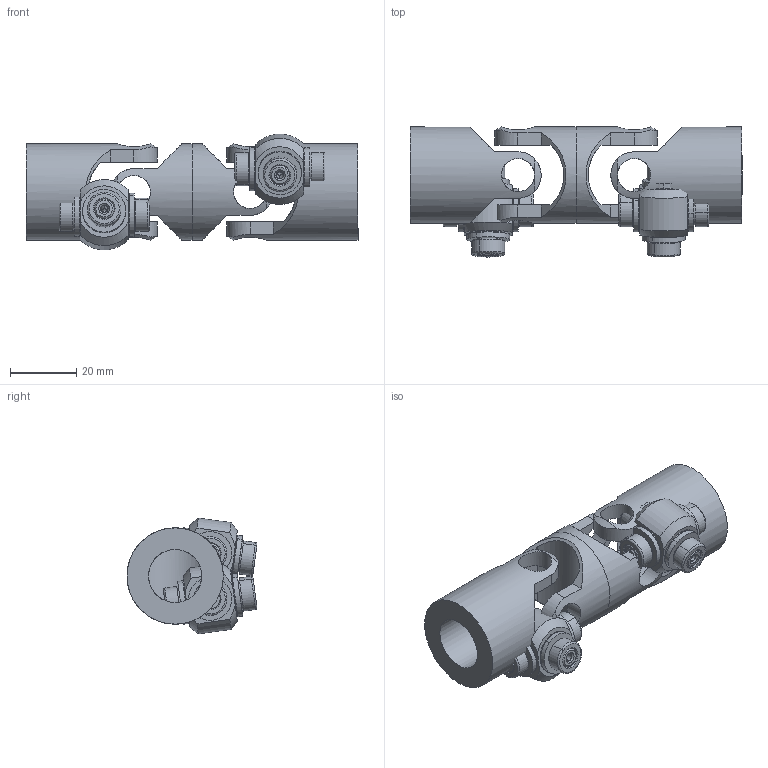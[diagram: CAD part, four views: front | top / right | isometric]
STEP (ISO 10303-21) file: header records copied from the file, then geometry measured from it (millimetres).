
FILE_DESCRIPTION(/* description */ ('Alibre Inc.'),/* implementation_level */ '2;1');
FILE_NAME(/* name */ 'export0',/* time_stamp */ '2012-08-13T11:32:42+02:00',/* author */ (''),/* organization */ (''),/* preprocessor_version */ 'ST-DEVELOPER v12',/* originating_system */ 'Alibre',/* authorisation */ '');
FILE_SCHEMA (('CONFIG_CONTROL_DESIGN'));
Length unit declared in the file: millimetre
Products named in the file (5): ID_1
Bounding box: 100 x 39.15 x 34.89 mm (x, y, z)
Volume: 43660.3 mm3; surface area: 26827.1 mm2
Topology: 22 solids, 22 shells, 430 faces, 1020 edges, 646 vertices
Faces by surface type: cylinder 168, cone 124, plane 122, torus 16
Full cylindrical faces by diameter (mm): 10 x8, 16 x2, 29 x4
Entity records: 7743 total; most frequent: CARTESIAN_POINT 1896, ORIENTED_EDGE 1086, DIRECTION 1082, EDGE_CURVE 543, AXIS2_PLACEMENT_3D 473, VERTEX_POINT 349, EDGE_LOOP 286, FACE_BOUND 286
